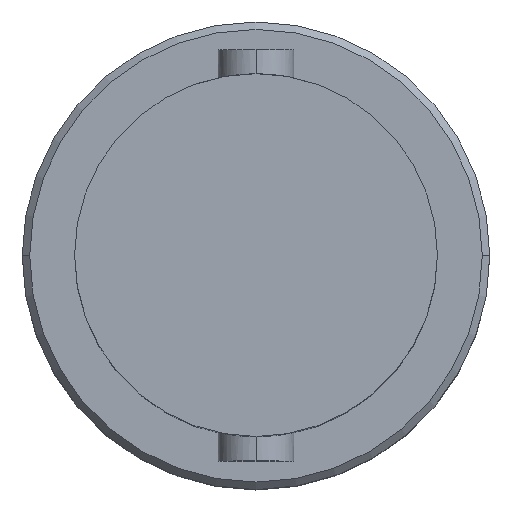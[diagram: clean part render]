
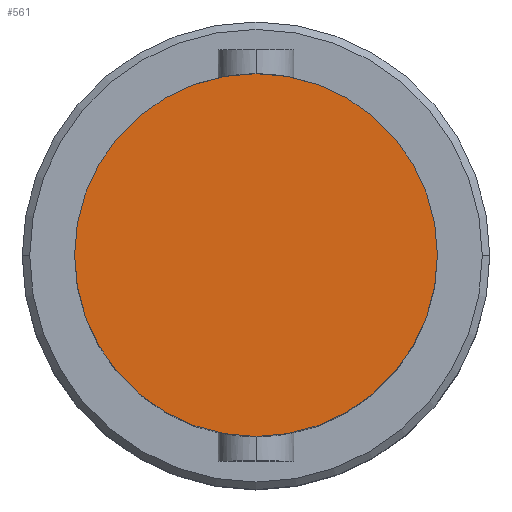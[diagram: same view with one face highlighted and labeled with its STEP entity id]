
A CAD part, top view. The second image highlights one B-rep face of the part: STEP entity #561.
In plain terms, the highlighted planar face has unit normal (0, 0, 1).
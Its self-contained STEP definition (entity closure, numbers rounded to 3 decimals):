
#3 = VERTEX_POINT ( 'NONE', #459 ) ;
#43 = AXIS2_PLACEMENT_3D ( 'NONE', #743, #645, #719 ) ;
#83 = FACE_OUTER_BOUND ( 'NONE', #897, .T. ) ;
#140 = VERTEX_POINT ( 'NONE', #374 ) ;
#156 = EDGE_CURVE ( 'NONE', #3, #140, #246, .T. ) ;
#165 = AXIS2_PLACEMENT_3D ( 'NONE', #682, #185, #179 ) ;
#179 = DIRECTION ( 'NONE',  ( 1., 0., 0. ) ) ;
#185 = DIRECTION ( 'NONE',  ( 0., 0., 1. ) ) ;
#246 = CIRCLE ( 'NONE', #903, 4.85 ) ;
#272 = ORIENTED_EDGE ( 'NONE', *, *, #156, .T. ) ;
#277 = EDGE_CURVE ( 'NONE', #140, #3, #517, .T. ) ;
#374 = CARTESIAN_POINT ( 'NONE',  ( 4.85, 0., 0. ) ) ;
#459 = CARTESIAN_POINT ( 'NONE',  ( -4.85, 0., 0. ) ) ;
#475 = DIRECTION ( 'NONE',  ( 1., 0., 0. ) ) ;
#479 = DIRECTION ( 'NONE',  ( 0., 0., 1. ) ) ;
#517 = CIRCLE ( 'NONE', #165, 4.85 ) ;
#561 = ADVANCED_FACE ( 'NONE', ( #83 ), #577, .F. ) ;
#577 = PLANE ( 'NONE',  #43 ) ;
#621 = CARTESIAN_POINT ( 'NONE',  ( 0., 0., 0. ) ) ;
#645 = DIRECTION ( 'NONE',  ( 0., 0., -1. ) ) ;
#682 = CARTESIAN_POINT ( 'NONE',  ( 0., 0., 0. ) ) ;
#719 = DIRECTION ( 'NONE',  ( -1., 0., 0. ) ) ;
#743 = CARTESIAN_POINT ( 'NONE',  ( 0., 0., 0. ) ) ;
#837 = ORIENTED_EDGE ( 'NONE', *, *, #277, .T. ) ;
#897 = EDGE_LOOP ( 'NONE', ( #837, #272 ) ) ;
#903 = AXIS2_PLACEMENT_3D ( 'NONE', #621, #479, #475 ) ;
